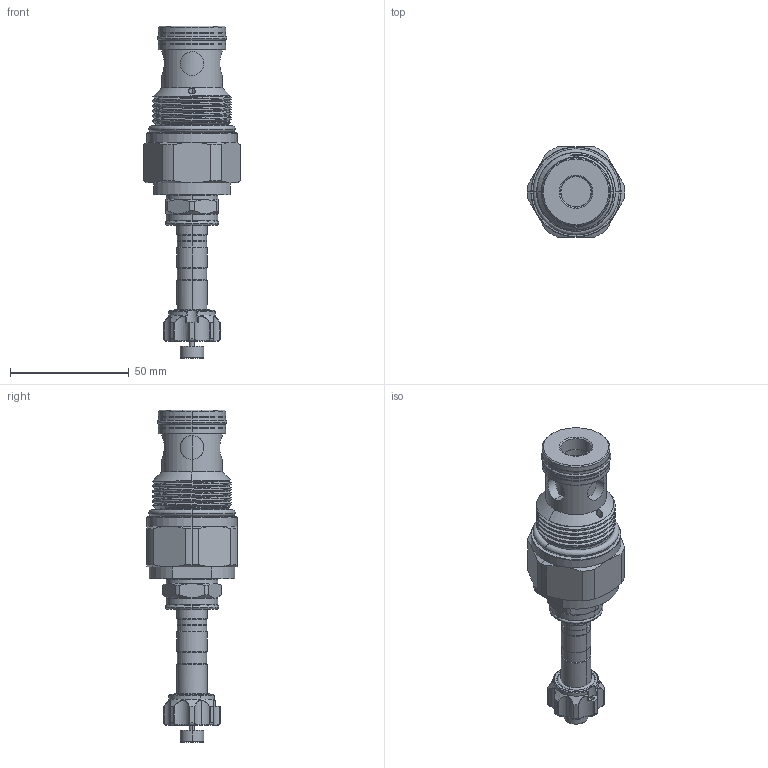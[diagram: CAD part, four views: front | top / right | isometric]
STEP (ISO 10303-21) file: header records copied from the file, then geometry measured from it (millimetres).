
FILE_DESCRIPTION (( 'STEP AP203' ), '1' );
FILE_NAME ('EP16W2A10P95.STEP', '2020-04-07T06:05:41', ( '' ), ( '' ), 'SwSTEP 2.0', 'SolidWorks 2018', '' );
FILE_SCHEMA (( 'CONFIG_CONTROL_DESIGN' ));
Length unit declared in the file: millimetre
Products named in the file (1): EP16W2A10P95
Bounding box: 41.1 x 38 x 139.75 mm (x, y, z)
Volume: 71908.1 mm3; surface area: 18657.6 mm2
Topology: 7 solids, 7 shells, 336 faces, 779 edges, 467 vertices
Faces by surface type: cylinder 145, torus 59, cone 55, plane 40, bspline 37
Entity records: 13861 total; most frequent: CARTESIAN_POINT 6442, ORIENTED_EDGE 1554, DIRECTION 1545, EDGE_CURVE 777, AXIS2_PLACEMENT_3D 671, VERTEX_POINT 467, CIRCLE 371, EDGE_LOOP 362
